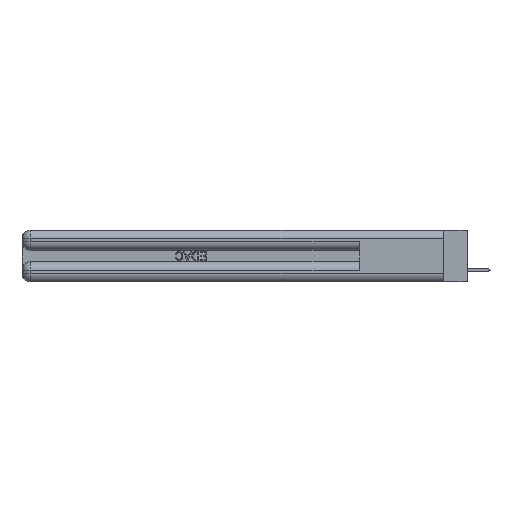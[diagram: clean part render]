
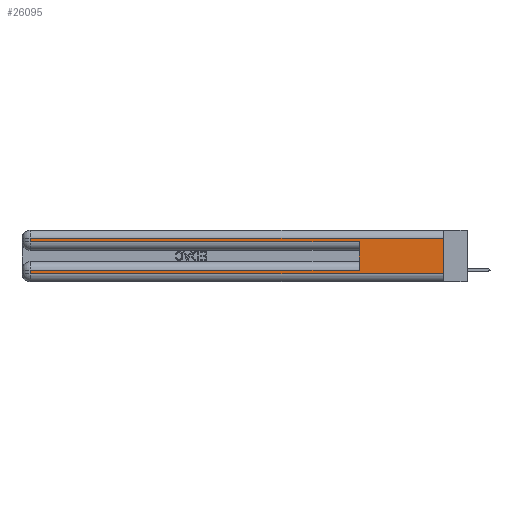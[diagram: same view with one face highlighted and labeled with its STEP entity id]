
A CAD part, left-side view. The second image highlights one B-rep face of the part: STEP entity #26095.
In plain terms, the highlighted planar face has unit normal (-1, 0, 0).
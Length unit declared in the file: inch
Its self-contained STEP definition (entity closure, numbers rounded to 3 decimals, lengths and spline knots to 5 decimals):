
#153 = ORIENTED_EDGE ( 'NONE', *, *, #20939, .T. ) ;
#494 = ORIENTED_EDGE ( 'NONE', *, *, #24792, .T. ) ;
#1434 = VERTEX_POINT ( 'NONE', #22293 ) ;
#2063 = CARTESIAN_POINT ( 'NONE',  ( 0., 2.94, 0.085 ) ) ;
#2151 = ORIENTED_EDGE ( 'NONE', *, *, #36909, .T. ) ;
#3549 = ORIENTED_EDGE ( 'NONE', *, *, #23172, .T. ) ;
#4154 = CARTESIAN_POINT ( 'NONE',  ( 0., 0., 0.37 ) ) ;
#5193 = CARTESIAN_POINT ( 'NONE',  ( 0., 0., 0.06 ) ) ;
#5203 = AXIS2_PLACEMENT_3D ( 'NONE', #16265, #16151, #30627 ) ;
#5748 = VERTEX_POINT ( 'NONE', #2063 ) ;
#6652 = EDGE_LOOP ( 'NONE', ( #21175, #36781, #3549, #153, #20241, #2151, #494, #16357 ) ) ;
#7478 = LINE ( 'NONE', #4154, #31181 ) ;
#7504 = DIRECTION ( 'NONE',  ( 0., 0., -1. ) ) ;
#8562 = EDGE_CURVE ( 'NONE', #12769, #13810, #32703, .T. ) ;
#9170 = VECTOR ( 'NONE', #7504, 39.37008 ) ;
#11341 = CARTESIAN_POINT ( 'NONE',  ( 0., 2.94, 0.31 ) ) ;
#12658 = VECTOR ( 'NONE', #21829, 39.37008 ) ;
#12769 = VERTEX_POINT ( 'NONE', #26538 ) ;
#13028 = CARTESIAN_POINT ( 'NONE',  ( 0., 2.94, 0.37 ) ) ;
#13386 = CARTESIAN_POINT ( 'NONE',  ( 0., 0., 0.085 ) ) ;
#13810 = VERTEX_POINT ( 'NONE', #5193 ) ;
#15735 = LINE ( 'NONE', #28341, #26919 ) ;
#16151 = DIRECTION ( 'NONE',  ( 1., 0., 0. ) ) ;
#16250 = CARTESIAN_POINT ( 'NONE',  ( 0., 0., 0.285 ) ) ;
#16265 = CARTESIAN_POINT ( 'NONE',  ( 0., 0., 0.37 ) ) ;
#16357 = ORIENTED_EDGE ( 'NONE', *, *, #8562, .T. ) ;
#17223 = DIRECTION ( 'NONE',  ( 0., -1., 0. ) ) ;
#17768 = VERTEX_POINT ( 'NONE', #21970 ) ;
#18802 = VECTOR ( 'NONE', #17223, 39.37008 ) ;
#19484 = DIRECTION ( 'NONE',  ( 0., 1., 0. ) ) ;
#20241 = ORIENTED_EDGE ( 'NONE', *, *, #26917, .F. ) ;
#20939 = EDGE_CURVE ( 'NONE', #34394, #34574, #32201, .T. ) ;
#21175 = ORIENTED_EDGE ( 'NONE', *, *, #30092, .F. ) ;
#21599 = FACE_OUTER_BOUND ( 'NONE', #6652, .T. ) ;
#21829 = DIRECTION ( 'NONE',  ( 0., 1., 0. ) ) ;
#21970 = CARTESIAN_POINT ( 'NONE',  ( 0., 0., 0.31 ) ) ;
#21974 = DIRECTION ( 'NONE',  ( 0., -1., 0. ) ) ;
#22293 = CARTESIAN_POINT ( 'NONE',  ( 0., 0.6, 0.085 ) ) ;
#23172 = EDGE_CURVE ( 'NONE', #26970, #34394, #32070, .T. ) ;
#24372 = LINE ( 'NONE', #13028, #9170 ) ;
#24792 = EDGE_CURVE ( 'NONE', #5748, #12769, #24372, .T. ) ;
#25209 = CARTESIAN_POINT ( 'NONE',  ( 0., 2.94, 0.37 ) ) ;
#26095 = ADVANCED_FACE ( 'NONE', ( #21599 ), #36389, .F. ) ;
#26282 = VECTOR ( 'NONE', #19484, 39.37008 ) ;
#26538 = CARTESIAN_POINT ( 'NONE',  ( 0., 2.94, 0.06 ) ) ;
#26635 = EDGE_CURVE ( 'NONE', #17768, #26970, #33673, .T. ) ;
#26917 = EDGE_CURVE ( 'NONE', #1434, #34574, #15735, .T. ) ;
#26919 = VECTOR ( 'NONE', #28684, 39.37008 ) ;
#26970 = VERTEX_POINT ( 'NONE', #11341 ) ;
#27092 = CARTESIAN_POINT ( 'NONE',  ( 0., 0., 0.31 ) ) ;
#27385 = CARTESIAN_POINT ( 'NONE',  ( 0., 0.6, 0.285 ) ) ;
#28237 = DIRECTION ( 'NONE',  ( 0., 0., -1. ) ) ;
#28341 = CARTESIAN_POINT ( 'NONE',  ( 0., 0.6, 0.145 ) ) ;
#28590 = VECTOR ( 'NONE', #21974, 39.37008 ) ;
#28684 = DIRECTION ( 'NONE',  ( 0., 0., 1. ) ) ;
#28882 = CARTESIAN_POINT ( 'NONE',  ( 0., 0., 0.06 ) ) ;
#30092 = EDGE_CURVE ( 'NONE', #17768, #13810, #7478, .T. ) ;
#30627 = DIRECTION ( 'NONE',  ( 0., 0., -1. ) ) ;
#31181 = VECTOR ( 'NONE', #32405, 39.37008 ) ;
#31210 = LINE ( 'NONE', #13386, #26282 ) ;
#32070 = LINE ( 'NONE', #25209, #33870 ) ;
#32201 = LINE ( 'NONE', #16250, #28590 ) ;
#32405 = DIRECTION ( 'NONE',  ( 0., 0., -1. ) ) ;
#32703 = LINE ( 'NONE', #28882, #18802 ) ;
#33673 = LINE ( 'NONE', #27092, #12658 ) ;
#33870 = VECTOR ( 'NONE', #28237, 39.37008 ) ;
#34394 = VERTEX_POINT ( 'NONE', #34512 ) ;
#34512 = CARTESIAN_POINT ( 'NONE',  ( 0., 2.94, 0.285 ) ) ;
#34574 = VERTEX_POINT ( 'NONE', #27385 ) ;
#36389 = PLANE ( 'NONE',  #5203 ) ;
#36781 = ORIENTED_EDGE ( 'NONE', *, *, #26635, .T. ) ;
#36909 = EDGE_CURVE ( 'NONE', #1434, #5748, #31210, .T. ) ;
